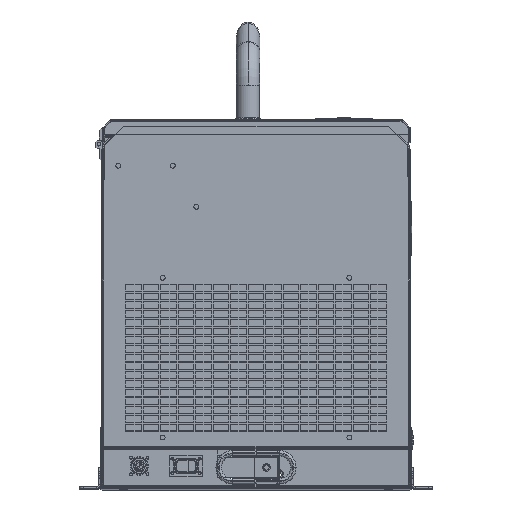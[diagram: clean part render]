
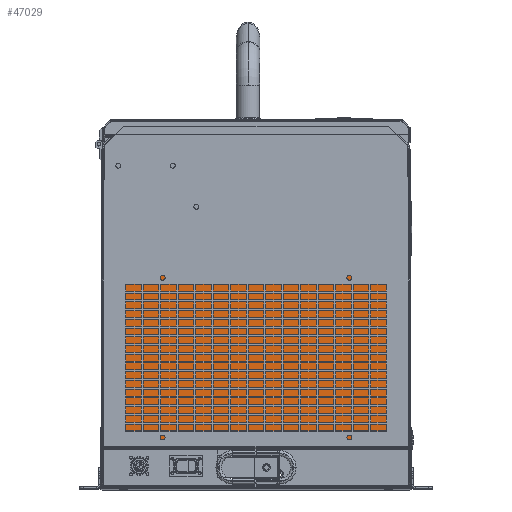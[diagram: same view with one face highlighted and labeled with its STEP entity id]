
A CAD part, top view. The second image highlights one B-rep face of the part: STEP entity #47029.
In plain terms, the highlighted planar face has unit normal (0, 0, 1).
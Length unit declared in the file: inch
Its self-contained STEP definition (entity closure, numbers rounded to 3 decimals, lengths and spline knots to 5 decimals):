
#167 = VERTEX_POINT ( 'NONE', #27576 ) ;
#1076 = DIRECTION ( 'NONE',  ( -1., 0., 0. ) ) ;
#1355 = CIRCLE ( 'NONE', #103723, 0.1405 ) ;
#3190 = CARTESIAN_POINT ( 'NONE',  ( 8.1405, 13.9011, -22.1402 ) ) ;
#3801 = EDGE_CURVE ( 'NONE', #128635, #149060, #98819, .T. ) ;
#3887 = ORIENTED_EDGE ( 'NONE', *, *, #103392, .T. ) ;
#4745 = CARTESIAN_POINT ( 'NONE',  ( 9.7802, 21.797, -22.1402 ) ) ;
#6739 = CIRCLE ( 'NONE', #64294, 0.1405 ) ;
#6980 = EDGE_CURVE ( 'NONE', #81783, #120033, #131144, .T. ) ;
#7820 = VERTEX_POINT ( 'NONE', #53402 ) ;
#8863 = CARTESIAN_POINT ( 'NONE',  ( -8.6552, 22.985, -22.1402 ) ) ;
#9635 = DIRECTION ( 'NONE',  ( 0., 0., -1. ) ) ;
#10330 = LINE ( 'NONE', #74288, #18860 ) ;
#14758 = CARTESIAN_POINT ( 'NONE',  ( -9.7802, 23.385, -22.1402 ) ) ;
#16384 = CARTESIAN_POINT ( 'NONE',  ( -8.7802, 22.985, -22.1402 ) ) ;
#18753 = VERTEX_POINT ( 'NONE', #139813 ) ;
#18860 = VECTOR ( 'NONE', #99790, 39.37008 ) ;
#20474 = DIRECTION ( 'NONE',  ( -1., 0., 0. ) ) ;
#22362 = CARTESIAN_POINT ( 'NONE',  ( -8.6552, 22.985, -22.1402 ) ) ;
#22368 = EDGE_LOOP ( 'NONE', ( #95036, #83527 ) ) ;
#24370 = CARTESIAN_POINT ( 'NONE',  ( -8., 13.9011, -22.1402 ) ) ;
#26534 = VERTEX_POINT ( 'NONE', #118833 ) ;
#26884 = EDGE_CURVE ( 'NONE', #98529, #120033, #90126, .T. ) ;
#27576 = CARTESIAN_POINT ( 'NONE',  ( 8.6552, 22.985, -22.1402 ) ) ;
#29282 = VECTOR ( 'NONE', #106453, 39.37008 ) ;
#30726 = CIRCLE ( 'NONE', #156798, 0.1405 ) ;
#32114 = PLANE ( 'NONE',  #99816 ) ;
#32614 = LINE ( 'NONE', #8863, #65042 ) ;
#36118 = AXIS2_PLACEMENT_3D ( 'NONE', #123183, #48359, #20474 ) ;
#36246 = ORIENTED_EDGE ( 'NONE', *, *, #26884, .T. ) ;
#37310 = CARTESIAN_POINT ( 'NONE',  ( 7.8595, 15.0822, -22.1402 ) ) ;
#40536 = DIRECTION ( 'NONE',  ( 0., 0., -1. ) ) ;
#43098 = CIRCLE ( 'NONE', #153473, 0.1405 ) ;
#43930 = VECTOR ( 'NONE', #137073, 39.37008 ) ;
#45926 = DIRECTION ( 'NONE',  ( -1., 0., 0. ) ) ;
#46064 = CARTESIAN_POINT ( 'NONE',  ( 9.1401, 22.6251, -22.1402 ) ) ;
#46420 = DIRECTION ( 'NONE',  ( -1., 0., 0. ) ) ;
#47029 = ADVANCED_FACE ( 'NONE', ( #154751, #68212, #56765, #142380 ), #32114, .F. ) ;
#47192 = VECTOR ( 'NONE', #119668, 39.37008 ) ;
#47514 = DIRECTION ( 'NONE',  ( 0., 0., -1. ) ) ;
#48359 = DIRECTION ( 'NONE',  ( 0., 0., -1. ) ) ;
#49850 = EDGE_CURVE ( 'NONE', #140041, #149060, #107314, .T. ) ;
#52953 = CARTESIAN_POINT ( 'NONE',  ( -9.7802, 21.985, -22.1402 ) ) ;
#53402 = CARTESIAN_POINT ( 'NONE',  ( -7.8595, 13.9011, -22.1402 ) ) ;
#55142 = CARTESIAN_POINT ( 'NONE',  ( 9.9, 23.385, -22.1402 ) ) ;
#55344 = VECTOR ( 'NONE', #96121, 39.37008 ) ;
#56765 = FACE_BOUND ( 'NONE', #22368, .T. ) ;
#56918 = EDGE_CURVE ( 'NONE', #128635, #167, #32614, .T. ) ;
#57800 = EDGE_CURVE ( 'NONE', #109459, #140041, #89419, .T. ) ;
#58174 = AXIS2_PLACEMENT_3D ( 'NONE', #24370, #74449, #124684 ) ;
#59647 = CARTESIAN_POINT ( 'NONE',  ( 8., 15.0822, -22.1402 ) ) ;
#61658 = CARTESIAN_POINT ( 'NONE',  ( 7.8595, 13.9011, -22.1402 ) ) ;
#62715 = VECTOR ( 'NONE', #87831, 39.37008 ) ;
#63244 = VECTOR ( 'NONE', #1076, 39.37008 ) ;
#63518 = DIRECTION ( 'NONE',  ( 1., 0., 0. ) ) ;
#64294 = AXIS2_PLACEMENT_3D ( 'NONE', #109992, #47514, #45926 ) ;
#65042 = VECTOR ( 'NONE', #159303, 39.37008 ) ;
#68212 = FACE_BOUND ( 'NONE', #112768, .T. ) ;
#68402 = ORIENTED_EDGE ( 'NONE', *, *, #140459, .F. ) ;
#69516 = EDGE_CURVE ( 'NONE', #73426, #159245, #133187, .T. ) ;
#71996 = CARTESIAN_POINT ( 'NONE',  ( -9.7802, 23.385, -22.1402 ) ) ;
#73426 = VERTEX_POINT ( 'NONE', #101840 ) ;
#74288 = CARTESIAN_POINT ( 'NONE',  ( 9.7802, 23.385, -22.1402 ) ) ;
#74449 = DIRECTION ( 'NONE',  ( 0., 0., -1. ) ) ;
#81783 = VERTEX_POINT ( 'NONE', #4745 ) ;
#83498 = DIRECTION ( 'NONE',  ( -1., 0., 0. ) ) ;
#83527 = ORIENTED_EDGE ( 'NONE', *, *, #96664, .T. ) ;
#84202 = LINE ( 'NONE', #150027, #120474 ) ;
#85984 = LINE ( 'NONE', #71996, #130467 ) ;
#87831 = DIRECTION ( 'NONE',  ( 0., 1., 0. ) ) ;
#88976 = ORIENTED_EDGE ( 'NONE', *, *, #89994, .T. ) ;
#89419 = LINE ( 'NONE', #14758, #62715 ) ;
#89994 = EDGE_CURVE ( 'NONE', #128264, #161147, #6739, .T. ) ;
#90126 = LINE ( 'NONE', #100844, #43930 ) ;
#94509 = ORIENTED_EDGE ( 'NONE', *, *, #69516, .T. ) ;
#94529 = DIRECTION ( 'NONE',  ( -1., 0., 0. ) ) ;
#95036 = ORIENTED_EDGE ( 'NONE', *, *, #117898, .T. ) ;
#96121 = DIRECTION ( 'NONE',  ( -0.707, 0.707, 0. ) ) ;
#96664 = EDGE_CURVE ( 'NONE', #7820, #26534, #43098, .T. ) ;
#97373 = EDGE_CURVE ( 'NONE', #119557, #18753, #1355, .T. ) ;
#98529 = VERTEX_POINT ( 'NONE', #129956 ) ;
#98819 = LINE ( 'NONE', #149069, #63244 ) ;
#99790 = DIRECTION ( 'NONE',  ( 0., -1., 0. ) ) ;
#99816 = AXIS2_PLACEMENT_3D ( 'NONE', #55142, #132438, #94529 ) ;
#100844 = CARTESIAN_POINT ( 'NONE',  ( 9.9, 2.6002, -22.1402 ) ) ;
#101840 = CARTESIAN_POINT ( 'NONE',  ( 9.7802, 21.985, -22.1402 ) ) ;
#103392 = EDGE_CURVE ( 'NONE', #109459, #98529, #85984, .T. ) ;
#103723 = AXIS2_PLACEMENT_3D ( 'NONE', #125882, #139040, #139883 ) ;
#106453 = DIRECTION ( 'NONE',  ( 0., -1., 0. ) ) ;
#106690 = ORIENTED_EDGE ( 'NONE', *, *, #156573, .T. ) ;
#107314 = LINE ( 'NONE', #118884, #47192 ) ;
#109459 = VERTEX_POINT ( 'NONE', #145118 ) ;
#109992 = CARTESIAN_POINT ( 'NONE',  ( 8., 13.9011, -22.1402 ) ) ;
#111567 = CARTESIAN_POINT ( 'NONE',  ( 9.7802, 2.6002, -22.1402 ) ) ;
#112768 = EDGE_LOOP ( 'NONE', ( #106690, #88976 ) ) ;
#114900 = CIRCLE ( 'NONE', #36118, 0.1405 ) ;
#117898 = EDGE_CURVE ( 'NONE', #26534, #7820, #160789, .T. ) ;
#118833 = CARTESIAN_POINT ( 'NONE',  ( -8.1405, 13.9011, -22.1402 ) ) ;
#118884 = CARTESIAN_POINT ( 'NONE',  ( 0.7599, 32.5251, -22.1402 ) ) ;
#119557 = VERTEX_POINT ( 'NONE', #37310 ) ;
#119668 = DIRECTION ( 'NONE',  ( 0.707, 0.707, 0. ) ) ;
#120033 = VERTEX_POINT ( 'NONE', #111567 ) ;
#120474 = VECTOR ( 'NONE', #46420, 39.37008 ) ;
#123183 = CARTESIAN_POINT ( 'NONE',  ( 8., 13.9011, -22.1402 ) ) ;
#124684 = DIRECTION ( 'NONE',  ( 1., 0., 0. ) ) ;
#125882 = CARTESIAN_POINT ( 'NONE',  ( 8., 15.0822, -22.1402 ) ) ;
#126283 = ORIENTED_EDGE ( 'NONE', *, *, #49850, .F. ) ;
#126385 = EDGE_CURVE ( 'NONE', #18753, #119557, #30726, .T. ) ;
#128264 = VERTEX_POINT ( 'NONE', #3190 ) ;
#128635 = VERTEX_POINT ( 'NONE', #22362 ) ;
#129956 = CARTESIAN_POINT ( 'NONE',  ( -9.7802, 2.6002, -22.1402 ) ) ;
#130375 = ORIENTED_EDGE ( 'NONE', *, *, #3801, .T. ) ;
#130467 = VECTOR ( 'NONE', #136175, 39.37008 ) ;
#131144 = LINE ( 'NONE', #145152, #29282 ) ;
#132370 = ORIENTED_EDGE ( 'NONE', *, *, #57800, .F. ) ;
#132438 = DIRECTION ( 'NONE',  ( 0., 0., -1. ) ) ;
#133187 = LINE ( 'NONE', #46064, #55344 ) ;
#136175 = DIRECTION ( 'NONE',  ( 0., -1., 0. ) ) ;
#137073 = DIRECTION ( 'NONE',  ( 1., 0., 0. ) ) ;
#138373 = EDGE_LOOP ( 'NONE', ( #146751, #150380 ) ) ;
#139040 = DIRECTION ( 'NONE',  ( 0., 0., -1. ) ) ;
#139813 = CARTESIAN_POINT ( 'NONE',  ( 8.1405, 15.0822, -22.1402 ) ) ;
#139883 = DIRECTION ( 'NONE',  ( -1., 0., 0. ) ) ;
#140041 = VERTEX_POINT ( 'NONE', #52953 ) ;
#140459 = EDGE_CURVE ( 'NONE', #73426, #81783, #10330, .T. ) ;
#141809 = EDGE_CURVE ( 'NONE', #159245, #167, #84202, .T. ) ;
#142380 = FACE_OUTER_BOUND ( 'NONE', #142832, .T. ) ;
#142832 = EDGE_LOOP ( 'NONE', ( #3887, #36246, #146475, #68402, #94509, #162027, #154587, #130375, #126283, #132370 ) ) ;
#145118 = CARTESIAN_POINT ( 'NONE',  ( -9.7802, 21.797, -22.1402 ) ) ;
#145152 = CARTESIAN_POINT ( 'NONE',  ( 9.7802, 23.385, -22.1402 ) ) ;
#146475 = ORIENTED_EDGE ( 'NONE', *, *, #6980, .F. ) ;
#146751 = ORIENTED_EDGE ( 'NONE', *, *, #97373, .T. ) ;
#149060 = VERTEX_POINT ( 'NONE', #16384 ) ;
#149069 = CARTESIAN_POINT ( 'NONE',  ( 9.9, 22.985, -22.1402 ) ) ;
#150027 = CARTESIAN_POINT ( 'NONE',  ( 9.9, 22.985, -22.1402 ) ) ;
#150380 = ORIENTED_EDGE ( 'NONE', *, *, #126385, .T. ) ;
#153473 = AXIS2_PLACEMENT_3D ( 'NONE', #162361, #40536, #63518 ) ;
#154587 = ORIENTED_EDGE ( 'NONE', *, *, #56918, .F. ) ;
#154751 = FACE_BOUND ( 'NONE', #138373, .T. ) ;
#156573 = EDGE_CURVE ( 'NONE', #161147, #128264, #114900, .T. ) ;
#156798 = AXIS2_PLACEMENT_3D ( 'NONE', #59647, #9635, #83498 ) ;
#158535 = CARTESIAN_POINT ( 'NONE',  ( 8.7802, 22.985, -22.1402 ) ) ;
#159245 = VERTEX_POINT ( 'NONE', #158535 ) ;
#159303 = DIRECTION ( 'NONE',  ( 1., 0., 0. ) ) ;
#160789 = CIRCLE ( 'NONE', #58174, 0.1405 ) ;
#161147 = VERTEX_POINT ( 'NONE', #61658 ) ;
#162027 = ORIENTED_EDGE ( 'NONE', *, *, #141809, .T. ) ;
#162361 = CARTESIAN_POINT ( 'NONE',  ( -8., 13.9011, -22.1402 ) ) ;
